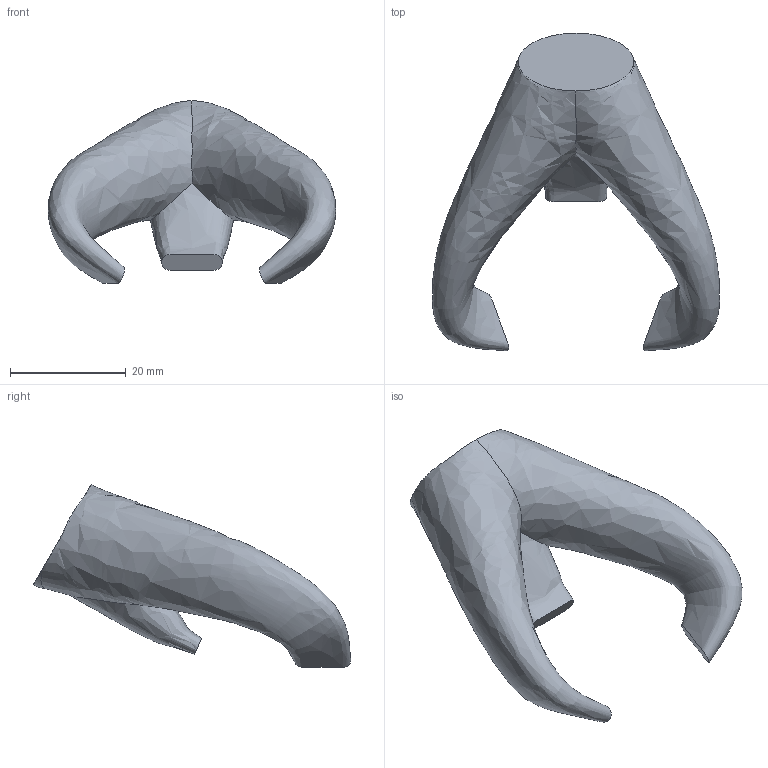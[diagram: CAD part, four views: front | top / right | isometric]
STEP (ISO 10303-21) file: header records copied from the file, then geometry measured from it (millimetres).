
FILE_DESCRIPTION(/* description */ ('STEP AP242 Edition 2','CAx-IF Rec.Pracs.---Representation and Presentation of Product Manufacturing Information (PMI)---4.0---2014-10-13','CAx-IF Rec.Pracs.---3D Tessellated Geometry---0.4---2014-09-14','2;1','CAx-IF Rec.Pracs.---User Defined Attributes---1.5---2016-08-15'),/* implementation_level */ '2;1');
FILE_NAME(/* name */ '6953caa5a6b4795fb385aae3',/* time_stamp */ '2025-12-30T12:50:45Z',/* author */ (''),/* organization */ (''),/* preprocessor_version */ 'ST-DEVELOPER v20',/* originating_system */ 'ONSHAPE BY PTC INC, 1.208',/* authorisation */ ' ');
FILE_SCHEMA (('AP242_MANAGED_MODEL_BASED_3D_ENGINEERING_MIM_LF { 1 0 10303 442 3 1 4 }'));
Length unit declared in the file: metre
Products named in the file (1): Part 1
Bounding box: 49.55 x 54.75 x 31.51 mm (x, y, z)
Volume: 16069.7 mm3; surface area: 5071.7 mm2
Topology: 1 solids, 1 shells, 8 faces, 29 edges, 23 vertices
Faces by surface type: bspline 4, plane 4
Entity records: 4749 total; most frequent: CARTESIAN_POINT 4497, ORIENTED_EDGE 50, DIRECTION 42, EDGE_CURVE 25, VERTEX_POINT 22, AXIS2_PLACEMENT_3D 18, CIRCLE 13, EDGE_LOOP 11
